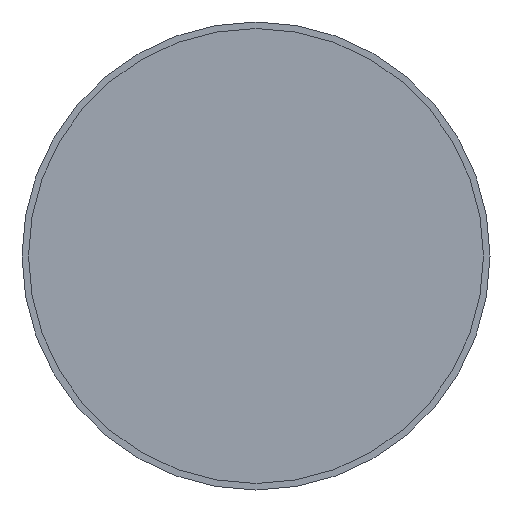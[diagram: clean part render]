
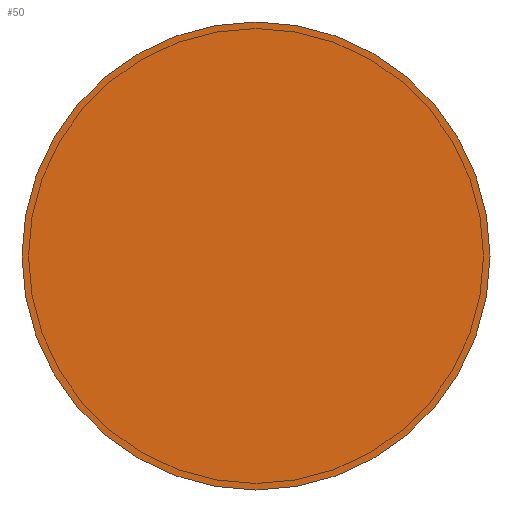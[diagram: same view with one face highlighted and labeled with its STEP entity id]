
A CAD part, left-side view. The second image highlights one B-rep face of the part: STEP entity #50.
In plain terms, the highlighted planar face has unit normal (-1, 0, 0).
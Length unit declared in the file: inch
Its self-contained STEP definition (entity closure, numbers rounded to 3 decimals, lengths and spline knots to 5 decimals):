
#5 = CARTESIAN_POINT ( 'NONE',  ( 0., 0., 0. ) ) ;
#16 = VERTEX_POINT ( 'NONE', #87 ) ;
#50 = ADVANCED_FACE ( 'NONE', ( #242 ), #58, .F. ) ;
#58 = PLANE ( 'NONE',  #248 ) ;
#80 = DIRECTION ( 'NONE',  ( 1., 0., 0. ) ) ;
#87 = CARTESIAN_POINT ( 'NONE',  ( 0., 0., 0.0125 ) ) ;
#90 = EDGE_CURVE ( 'NONE', #16, #16, #96, .T. ) ;
#94 = ORIENTED_EDGE ( 'NONE', *, *, #90, .T. ) ;
#96 = CIRCLE ( 'NONE', #229, 0.0125 ) ;
#103 = DIRECTION ( 'NONE',  ( 0., 0., 1. ) ) ;
#203 = DIRECTION ( 'NONE',  ( -1., 0., 0. ) ) ;
#214 = EDGE_LOOP ( 'NONE', ( #94 ) ) ;
#224 = CARTESIAN_POINT ( 'NONE',  ( 0., 0.0125, 0. ) ) ;
#229 = AXIS2_PLACEMENT_3D ( 'NONE', #5, #203, #103 ) ;
#239 = DIRECTION ( 'NONE',  ( 0., 0., -1. ) ) ;
#242 = FACE_OUTER_BOUND ( 'NONE', #214, .T. ) ;
#248 = AXIS2_PLACEMENT_3D ( 'NONE', #224, #80, #239 ) ;
